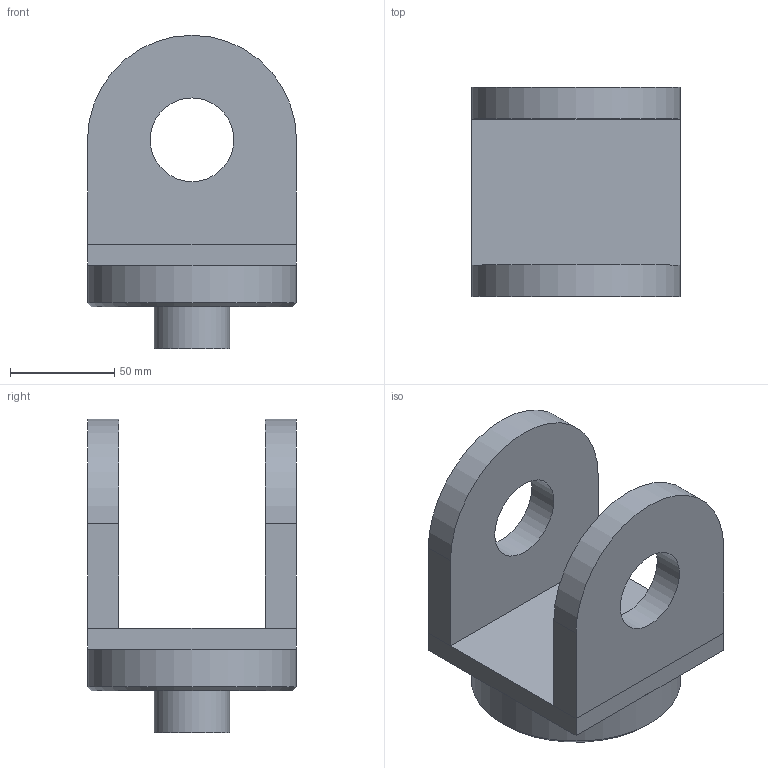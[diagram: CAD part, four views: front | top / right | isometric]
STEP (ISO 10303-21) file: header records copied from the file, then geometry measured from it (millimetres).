
FILE_DESCRIPTION(('FreeCAD Model'),'2;1');
FILE_NAME( 'assembly_5.step', '2021-01-02T02:15:07',('Author'),(''), 'Open CASCADE STEP processor 7.3','FreeCAD','Unknown');
FILE_SCHEMA(('AUTOMOTIVE_DESIGN { 1 0 10303 214 1 1 1 1 }'));
Length unit declared in the file: millimetre
Products named in the file (1): Body
Bounding box: 100 x 100 x 150 mm (x, y, z)
Volume: 506927.8 mm3; surface area: 71335.6 mm2
Topology: 1 solids, 1 shells, 26 faces, 55 edges, 32 vertices
Faces by surface type: plane 19, cylinder 6, cone 1
Full cylindrical faces by diameter (mm): 36 x1, 40 x2, 100 x1
Entity records: 1448 total; most frequent: CARTESIAN_POINT 266, DIRECTION 228, LINE 134, VECTOR 134, ORIENTED_EDGE 110, PCURVE 110, DEFINITIONAL_REPRESENTATION 110, EDGE_CURVE 55
